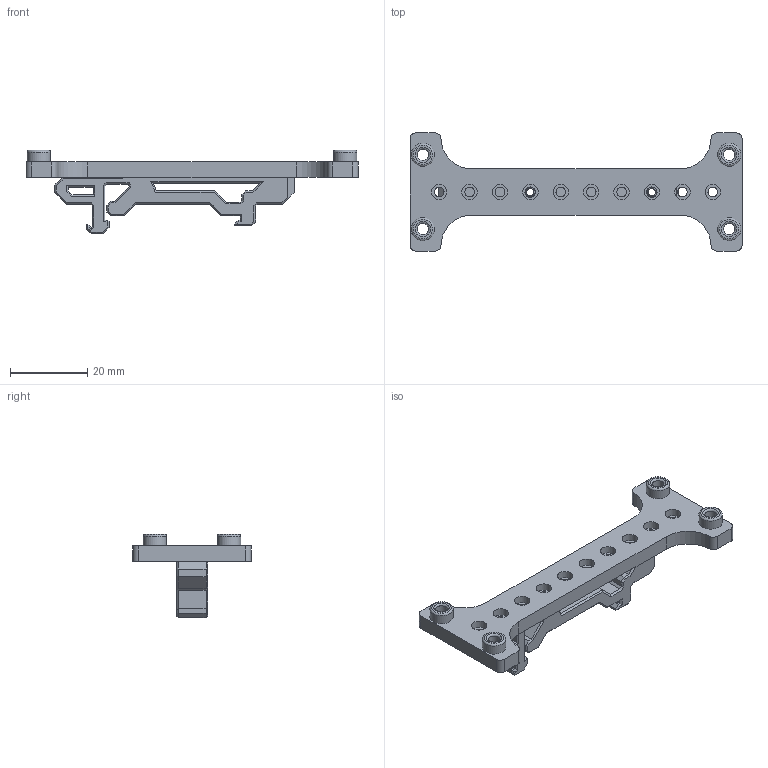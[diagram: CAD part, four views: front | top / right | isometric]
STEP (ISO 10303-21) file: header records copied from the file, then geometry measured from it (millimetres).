
FILE_DESCRIPTION(/* description */ (''),/* implementation_level */ '2;1');
FILE_NAME(/* name */ 'Fly_UTOC_Mount.step',/* time_stamp */ '2022-10-29T11:34:19-07:00',/* author */ (''),/* organization */ (''),/* preprocessor_version */ 'ST-DEVELOPER v19.2',/* originating_system */ 'Autodesk Translation Framework v11.17.0.187',/* authorisation */ '');
FILE_SCHEMA (('AUTOMOTIVE_DESIGN { 1 0 10303 214 3 1 1 }'));
Length unit declared in the file: millimetre
Products named in the file (4): Fly UTOC Mount; FlyUTOCmount; DIN Clip; PCB DIN Clip (1)
Assembly tree (3 placements, depth 4):
  Fly UTOC Mount
    FlyUTOCmount
      DIN Clip
        PCB DIN Clip (1)
Bounding box: 86 x 30.6 x 21.6 mm (x, y, z)
Volume: 9176.3 mm3; surface area: 7563.9 mm2
Topology: 2 solids, 2 shells, 258 faces, 600 edges, 360 vertices
Faces by surface type: plane 206, cylinder 42, torus 8, cone 2
Full cylindrical faces by diameter (mm): 1.9 x2, 2.5 x10, 3 x4, 4 x10, 6 x4
Entity records: 7296 total; most frequent: DIRECTION 1240, CARTESIAN_POINT 1225, ORIENTED_EDGE 1200, EDGE_CURVE 600, LINE 490, VECTOR 490, AXIS2_PLACEMENT_3D 375, VERTEX_POINT 360
